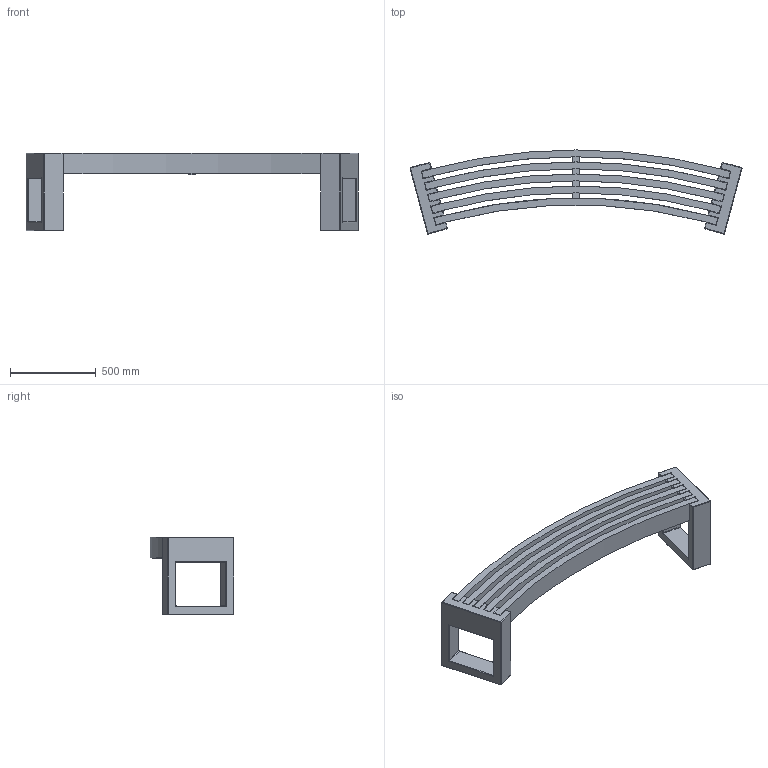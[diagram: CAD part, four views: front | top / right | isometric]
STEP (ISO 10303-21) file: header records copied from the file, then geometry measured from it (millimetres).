
FILE_DESCRIPTION(/* description */ (''),/* implementation_level */ '2;1');
FILE_NAME(/* name */ 'BA Canvas 30° 3D.stp',/* time_stamp */ '2021-07-09T09:44:03+02:00',/* author */ ('32474'),/* organization */ (''),/* preprocessor_version */ 'ST-DEVELOPER v18.1',/* originating_system */ 'Autodesk Inventor 2022',/* authorisation */ '');
FILE_SCHEMA (('AUTOMOTIVE_DESIGN { 1 0 10303 214 3 1 1 }'));
Length unit declared in the file: millimetre
Products named in the file (1): BA Canvas 30° 3D
Bounding box: 1932.88 x 488.82 x 450 mm (x, y, z)
Volume: 63688356.2 mm3; surface area: 3635547.7 mm2
Topology: 1 solids, 1 shells, 292 faces, 802 edges, 476 vertices
Faces by surface type: cylinder 128, plane 72, torus 56, bspline 20, sphere 16
Entity records: 10402 total; most frequent: CARTESIAN_POINT 2811, ORIENTED_EDGE 1564, DIRECTION 1516, EDGE_CURVE 782, AXIS2_PLACEMENT_3D 581, VERTEX_POINT 476, LINE 354, VECTOR 354
